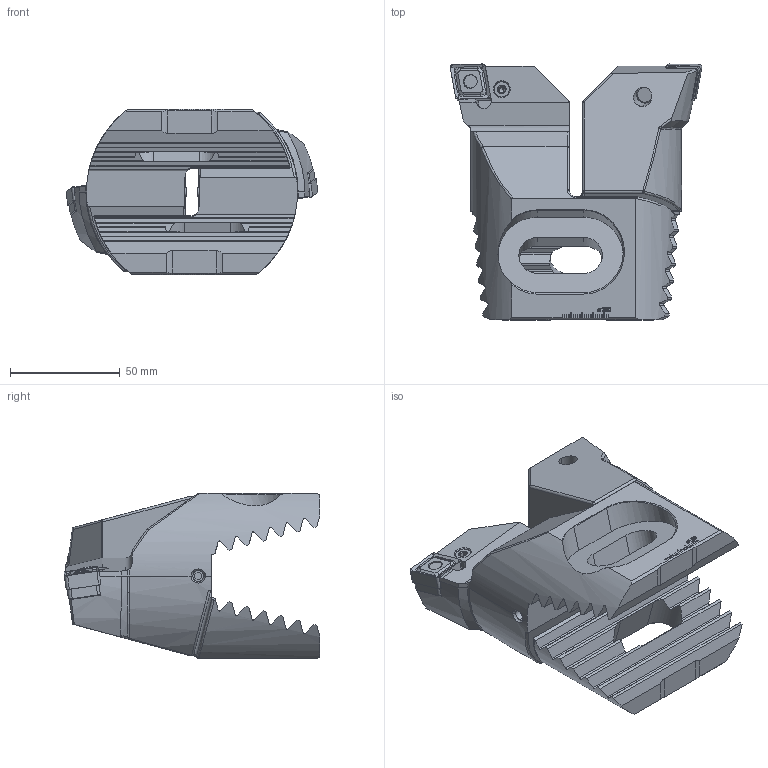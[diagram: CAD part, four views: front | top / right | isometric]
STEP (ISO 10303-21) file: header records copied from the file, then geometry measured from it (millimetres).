
FILE_DESCRIPTION (( 'STEP AP203' ), '1' );
FILE_NAME ('D14.090.115.116.STEP', '2018-03-05T12:18:22', ( 'SWIAdmin' ), ( 'Hewlett-Packard Company' ), 'SwSTEP 2.0', 'SolidWorks 2017', '' );
FILE_SCHEMA (( 'CONFIG_CONTROL_DESIGN' ));
Length unit declared in the file: millimetre
Products named in the file (9): WCE-ER3.101.000_A; WCE; WCE-ER1.101.000; WCE-ER2.101.004_A; CNMG160612; Z72-ER3.001.030; D14.090.115.116; WCE-ER4.101.020_A; Z94-xxx.001.067_C_CN16
Assembly tree (14 placements, depth 3):
  D14.090.115.116
    Z94-xxx.001.067_C_CN16  x2
    WCE  x2
      WCE-ER4.101.020_A
      WCE-ER3.101.000_A
    WCE-ER1.101.000  x2
    WCE-ER2.101.004_A  x2
    CNMG160612  x2
    Z72-ER3.001.030  x2
Bounding box: 114.5 x 116.42 x 75.2 mm (x, y, z)
Volume: 351941.1 mm3; surface area: 70365.1 mm2
Topology: 14 solids, 14 shells, 960 faces, 2484 edges, 1546 vertices
Faces by surface type: plane 534, cylinder 168, bspline 114, cone 110, torus 20, sphere 14
Entity records: 18056 total; most frequent: CARTESIAN_POINT 5988, ORIENTED_EDGE 2460, DIRECTION 2037, EDGE_CURVE 1230, VERTEX_POINT 772, LINE 747, VECTOR 747, AXIS2_PLACEMENT_3D 645
